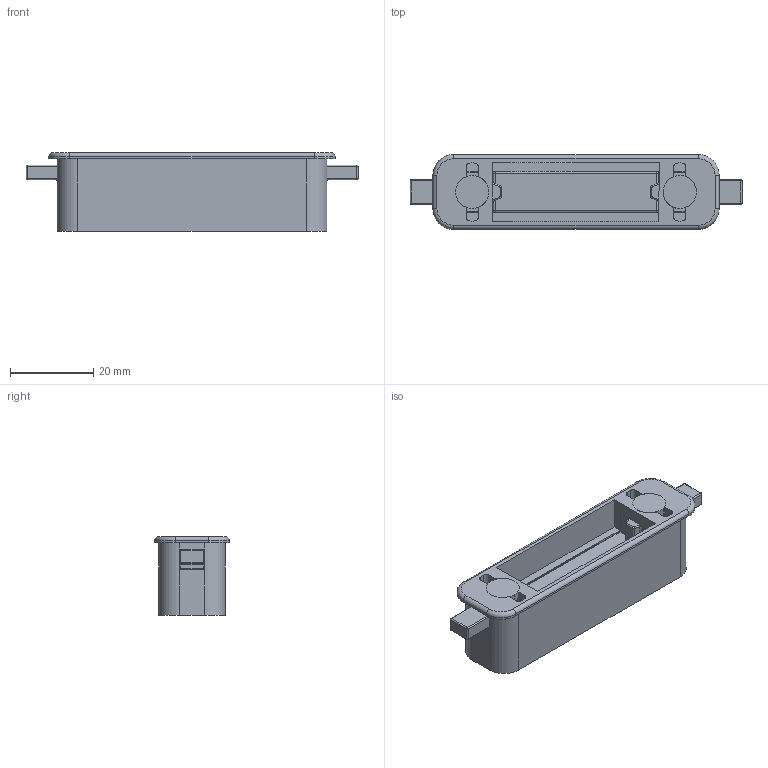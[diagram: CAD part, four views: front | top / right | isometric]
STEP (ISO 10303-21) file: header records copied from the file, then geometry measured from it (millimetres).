
FILE_DESCRIPTION (( 'STEP AP203' ), '1' );
FILE_NAME ('BV-30900_Stahlzarge.STEP', '2025-01-28T15:53:53', ( '' ), ( '' ), 'SwSTEP 2.0', 'SolidWorks 2023', '' );
FILE_SCHEMA (( 'CONFIG_CONTROL_DESIGN' ));
Length unit declared in the file: millimetre
Products named in the file (5): D001556635-001; BV-30900_Stahlzarge; D001556650-001; D001556625-001; D001555286-001
Assembly tree (6 placements, depth 2):
  BV-30900_Stahlzarge
    D001556625-001
    D001555286-001
    D001556635-001  x2
    D001556650-001  x2
Bounding box: 80 x 18 x 19 mm (x, y, z)
Volume: 15308.7 mm3; surface area: 11542.4 mm2
Topology: 6 solids, 6 shells, 300 faces, 710 edges, 392 vertices
Faces by surface type: cylinder 138, plane 90, torus 36, sphere 28, cone 8
Entity records: 6546 total; most frequent: DIRECTION 1145, CARTESIAN_POINT 1006, ORIENTED_EDGE 982, EDGE_CURVE 491, AXIS2_PLACEMENT_3D 437, VERTEX_POINT 286, VECTOR 271, LINE 271
